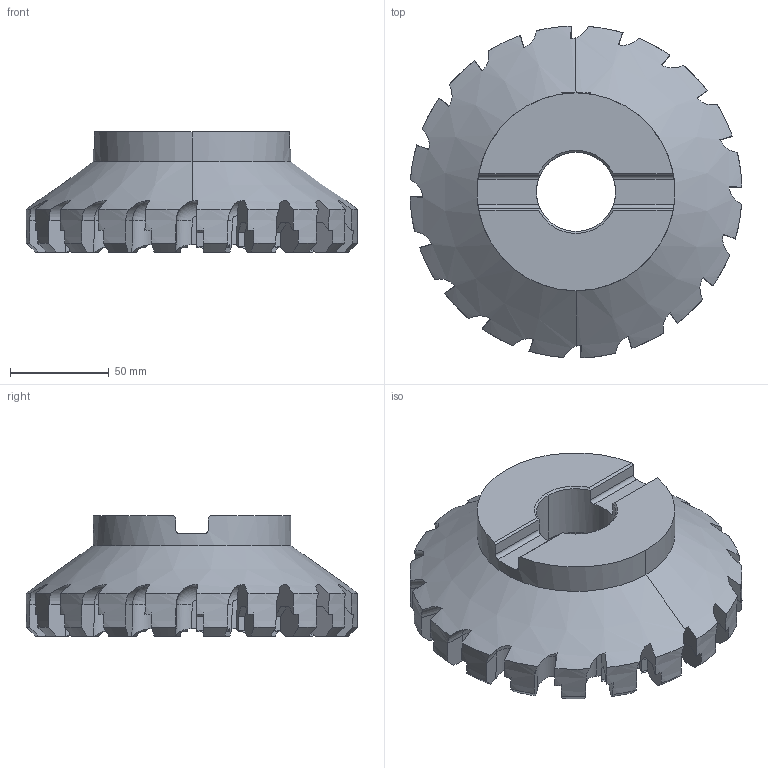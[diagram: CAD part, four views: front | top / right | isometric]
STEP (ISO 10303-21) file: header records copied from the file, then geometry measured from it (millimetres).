
FILE_DESCRIPTION(('no description'),'unknown implementation level');
FILE_NAME('solid33oVCuZpoQLdEu6TC_tgiKb6gfI_1.STP',' ',('CIM GmbH Aachen'),('CADClick - KiM GmbH - www.kimweb.de'),'unknown preprocess','ACIS','unknown authorization');
FILE_SCHEMA(('automotive_design'));
Length unit declared in the file: millimetre
Products named in the file (1): 1
Bounding box: 167.73 x 167.73 x 60.78 mm (x, y, z)
Volume: 586658 mm3; surface area: 80069 mm2
Topology: 1 solids, 1 shells, 348 faces, 1011 edges, 665 vertices
Faces by surface type: plane 221, cylinder 79, cone 28, torus 20
Entity records: 24106 total; most frequent: CARTESIAN_POINT 3926, STYLED_ITEM 2025, PRESENTATION_STYLE_ASSIGNMENT 2025, COLOUR_RGB 2025, ORIENTED_EDGE 2022, DIRECTION 1861, EDGE_CURVE 1011, CURVE_STYLE 1011
